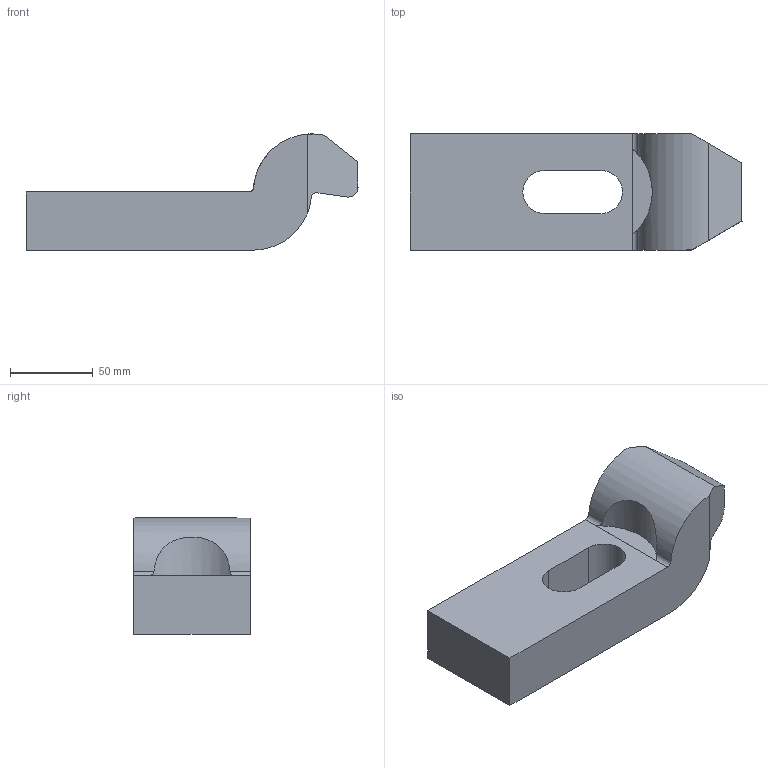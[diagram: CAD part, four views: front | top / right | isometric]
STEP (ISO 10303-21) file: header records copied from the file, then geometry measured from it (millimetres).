
FILE_DESCRIPTION (( 'STEP AP203' ), '1' );
FILE_NAME ('bj151-24200.STEP', '2021-10-24T23:46:29', ( '' ), ( '' ), 'SwSTEP 2.0', 'SolidWorks 2020', '' );
FILE_SCHEMA (( 'CONFIG_CONTROL_DESIGN' ));
Length unit declared in the file: millimetre
Products named in the file (1): bj151-24200
Bounding box: 200 x 70 x 70 mm (x, y, z)
Volume: 461222.2 mm3; surface area: 51086.2 mm2
Topology: 1 solids, 1 shells, 22 faces, 59 edges, 39 vertices
Faces by surface type: plane 13, cylinder 9
Entity records: 845 total; most frequent: CARTESIAN_POINT 231, ORIENTED_EDGE 118, DIRECTION 104, EDGE_CURVE 59, VERTEX_POINT 39, LINE 36, VECTOR 36, AXIS2_PLACEMENT_3D 34
